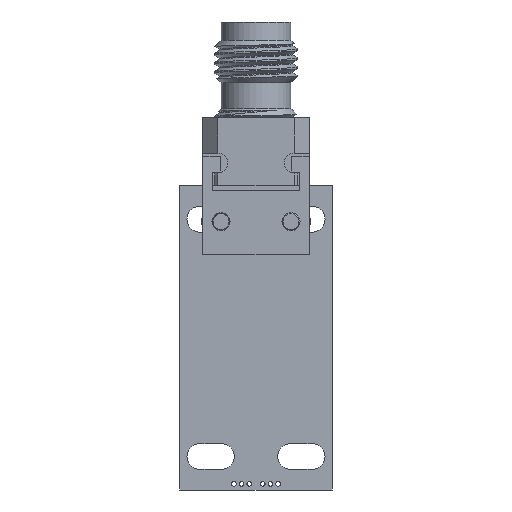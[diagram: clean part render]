
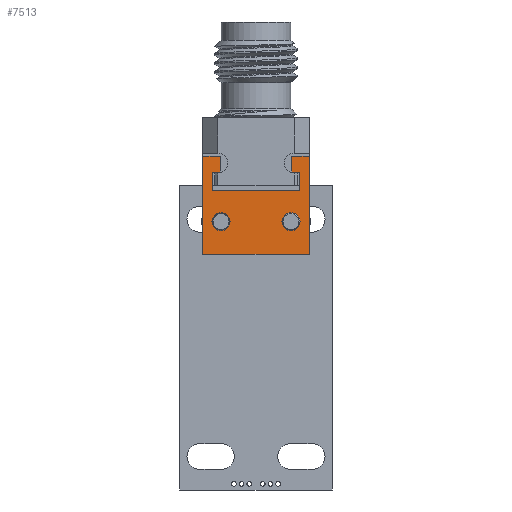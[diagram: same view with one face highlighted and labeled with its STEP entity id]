
A CAD part, front view. The second image highlights one B-rep face of the part: STEP entity #7513.
In plain terms, the highlighted planar face has unit normal (0, -1, 0).
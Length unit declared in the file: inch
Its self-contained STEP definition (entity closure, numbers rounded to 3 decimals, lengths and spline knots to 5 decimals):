
#159 = CARTESIAN_POINT ( 'NONE',  ( 0.175, -0.059, 0.161 ) ) ;
#306 = VERTEX_POINT ( 'NONE', #6143 ) ;
#463 = DIRECTION ( 'NONE',  ( 0., -1., 0. ) ) ;
#692 = CARTESIAN_POINT ( 'NONE',  ( 0.115, -0.059, -0.08375 ) ) ;
#860 = EDGE_CURVE ( 'NONE', #6650, #2694, #8398, .T. ) ;
#923 = DIRECTION ( 'NONE',  ( 0., 0., -1. ) ) ;
#937 = VERTEX_POINT ( 'NONE', #1906 ) ;
#1000 = VERTEX_POINT ( 'NONE', #7297 ) ;
#1161 = ORIENTED_EDGE ( 'NONE', *, *, #10932, .F. ) ;
#1227 = VERTEX_POINT ( 'NONE', #4558 ) ;
#1232 = DIRECTION ( 'NONE',  ( 0., 0., -1. ) ) ;
#1252 = VECTOR ( 'NONE', #7416, 39.37008 ) ;
#1312 = ORIENTED_EDGE ( 'NONE', *, *, #6498, .F. ) ;
#1356 = DIRECTION ( 'NONE',  ( 0., 0., 1. ) ) ;
#1571 = AXIS2_PLACEMENT_3D ( 'NONE', #11161, #6971, #12438 ) ;
#1873 = CARTESIAN_POINT ( 'NONE',  ( -0.175, -0.059, -0.161 ) ) ;
#1906 = CARTESIAN_POINT ( 'NONE',  ( -0.1445, -0.059, 0.048 ) ) ;
#1924 = CARTESIAN_POINT ( 'NONE',  ( 0.175, -0.059, 0.161 ) ) ;
#2126 = EDGE_LOOP ( 'NONE', ( #13256, #11544 ) ) ;
#2154 = EDGE_CURVE ( 'NONE', #306, #9388, #6961, .T. ) ;
#2206 = EDGE_LOOP ( 'NONE', ( #7497, #3218 ) ) ;
#2295 = AXIS2_PLACEMENT_3D ( 'NONE', #12974, #8655, #6500 ) ;
#2426 = LINE ( 'NONE', #14169, #11279 ) ;
#2481 = VECTOR ( 'NONE', #13250, 39.37008 ) ;
#2589 = CARTESIAN_POINT ( 'NONE',  ( -0.117, -0.059, 0.161 ) ) ;
#2689 = CARTESIAN_POINT ( 'NONE',  ( 0.115, -0.059, -0.054 ) ) ;
#2694 = VERTEX_POINT ( 'NONE', #692 ) ;
#3043 = PLANE ( 'NONE',  #2295 ) ;
#3218 = ORIENTED_EDGE ( 'NONE', *, *, #7709, .F. ) ;
#3577 = AXIS2_PLACEMENT_3D ( 'NONE', #2689, #463, #9236 ) ;
#3758 = VECTOR ( 'NONE', #4389, 39.37008 ) ;
#3856 = EDGE_CURVE ( 'NONE', #9388, #6857, #10633, .T. ) ;
#4087 = DIRECTION ( 'NONE',  ( -1., 0., 0. ) ) ;
#4330 = FACE_BOUND ( 'NONE', #2126, .T. ) ;
#4342 = DIRECTION ( 'NONE',  ( 0., 0., -1. ) ) ;
#4389 = DIRECTION ( 'NONE',  ( 0., 0., 1. ) ) ;
#4404 = ORIENTED_EDGE ( 'NONE', *, *, #2154, .F. ) ;
#4473 = AXIS2_PLACEMENT_3D ( 'NONE', #9948, #5642, #4342 ) ;
#4558 = CARTESIAN_POINT ( 'NONE',  ( -0.1445, -0.059, 0.109 ) ) ;
#4652 = VERTEX_POINT ( 'NONE', #10526 ) ;
#5031 = CARTESIAN_POINT ( 'NONE',  ( -0.175, -0.059, 0.161 ) ) ;
#5179 = LINE ( 'NONE', #13953, #12896 ) ;
#5187 = ORIENTED_EDGE ( 'NONE', *, *, #8373, .F. ) ;
#5274 = LINE ( 'NONE', #9650, #2481 ) ;
#5308 = VECTOR ( 'NONE', #1356, 39.37008 ) ;
#5480 = CIRCLE ( 'NONE', #1571, 0.02975 ) ;
#5607 = ORIENTED_EDGE ( 'NONE', *, *, #13969, .F. ) ;
#5629 = CARTESIAN_POINT ( 'NONE',  ( -0.115, -0.059, -0.054 ) ) ;
#5642 = DIRECTION ( 'NONE',  ( 0., -1., 0. ) ) ;
#5684 = CARTESIAN_POINT ( 'NONE',  ( 0.115, -0.059, -0.02425 ) ) ;
#5759 = DIRECTION ( 'NONE',  ( 0., 0., -1. ) ) ;
#6028 = CARTESIAN_POINT ( 'NONE',  ( 0.117, -0.059, 0.109 ) ) ;
#6107 = VECTOR ( 'NONE', #13735, 39.37008 ) ;
#6143 = CARTESIAN_POINT ( 'NONE',  ( -0.175, -0.059, 0.161 ) ) ;
#6311 = VERTEX_POINT ( 'NONE', #159 ) ;
#6423 = FACE_OUTER_BOUND ( 'NONE', #11965, .T. ) ;
#6498 = EDGE_CURVE ( 'NONE', #12777, #306, #13826, .T. ) ;
#6500 = DIRECTION ( 'NONE',  ( 0., 0., -1. ) ) ;
#6650 = VERTEX_POINT ( 'NONE', #5684 ) ;
#6662 = AXIS2_PLACEMENT_3D ( 'NONE', #5629, #12163, #5759 ) ;
#6857 = VERTEX_POINT ( 'NONE', #10280 ) ;
#6961 = LINE ( 'NONE', #5031, #6107 ) ;
#6971 = DIRECTION ( 'NONE',  ( 0., -1., 0. ) ) ;
#7297 = CARTESIAN_POINT ( 'NONE',  ( 0.117, -0.059, 0.161 ) ) ;
#7385 = CARTESIAN_POINT ( 'NONE',  ( -0.117, -0.059, 0. ) ) ;
#7416 = DIRECTION ( 'NONE',  ( 0., 0., 1. ) ) ;
#7497 = ORIENTED_EDGE ( 'NONE', *, *, #12281, .F. ) ;
#7500 = ORIENTED_EDGE ( 'NONE', *, *, #11747, .F. ) ;
#7513 = ADVANCED_FACE ( 'NONE', ( #8509, #4330, #6423 ), #3043, .T. ) ;
#7632 = CARTESIAN_POINT ( 'NONE',  ( 0.117, -0.059, 0. ) ) ;
#7709 = EDGE_CURVE ( 'NONE', #13480, #4652, #8266, .T. ) ;
#7763 = EDGE_CURVE ( 'NONE', #1227, #937, #10078, .T. ) ;
#7811 = ORIENTED_EDGE ( 'NONE', *, *, #13024, .F. ) ;
#7831 = LINE ( 'NONE', #12218, #5308 ) ;
#7900 = LINE ( 'NONE', #7632, #3758 ) ;
#8195 = VERTEX_POINT ( 'NONE', #9566 ) ;
#8266 = CIRCLE ( 'NONE', #6662, 0.02975 ) ;
#8349 = CARTESIAN_POINT ( 'NONE',  ( -0.175, -0.059, 0.161 ) ) ;
#8373 = EDGE_CURVE ( 'NONE', #8195, #13715, #7831, .T. ) ;
#8398 = CIRCLE ( 'NONE', #3577, 0.02975 ) ;
#8509 = FACE_BOUND ( 'NONE', #2206, .T. ) ;
#8655 = DIRECTION ( 'NONE',  ( 0., -1., 0. ) ) ;
#8660 = DIRECTION ( 'NONE',  ( 1., 0., 0. ) ) ;
#8753 = ORIENTED_EDGE ( 'NONE', *, *, #10814, .F. ) ;
#9062 = VECTOR ( 'NONE', #923, 39.37008 ) ;
#9127 = EDGE_CURVE ( 'NONE', #937, #8195, #14132, .T. ) ;
#9236 = DIRECTION ( 'NONE',  ( 0., 0., -1. ) ) ;
#9388 = VERTEX_POINT ( 'NONE', #2589 ) ;
#9566 = CARTESIAN_POINT ( 'NONE',  ( 0.1445, -0.059, 0.048 ) ) ;
#9650 = CARTESIAN_POINT ( 'NONE',  ( -0.175, -0.059, 0.161 ) ) ;
#9948 = CARTESIAN_POINT ( 'NONE',  ( -0.115, -0.059, -0.054 ) ) ;
#10078 = LINE ( 'NONE', #12232, #10113 ) ;
#10113 = VECTOR ( 'NONE', #1232, 39.37008 ) ;
#10280 = CARTESIAN_POINT ( 'NONE',  ( -0.117, -0.059, 0.109 ) ) ;
#10526 = CARTESIAN_POINT ( 'NONE',  ( -0.115, -0.059, -0.02425 ) ) ;
#10633 = LINE ( 'NONE', #7385, #12425 ) ;
#10682 = CIRCLE ( 'NONE', #4473, 0.02975 ) ;
#10814 = EDGE_CURVE ( 'NONE', #6857, #1227, #5179, .T. ) ;
#10835 = ORIENTED_EDGE ( 'NONE', *, *, #7763, .F. ) ;
#10848 = ORIENTED_EDGE ( 'NONE', *, *, #3856, .F. ) ;
#10932 = EDGE_CURVE ( 'NONE', #13715, #12558, #2426, .T. ) ;
#11059 = ORIENTED_EDGE ( 'NONE', *, *, #13682, .F. ) ;
#11136 = DIRECTION ( 'NONE',  ( -1., 0., 0. ) ) ;
#11161 = CARTESIAN_POINT ( 'NONE',  ( 0.115, -0.059, -0.054 ) ) ;
#11279 = VECTOR ( 'NONE', #11136, 39.37008 ) ;
#11544 = ORIENTED_EDGE ( 'NONE', *, *, #13825, .F. ) ;
#11648 = LINE ( 'NONE', #1873, #13290 ) ;
#11747 = EDGE_CURVE ( 'NONE', #6311, #13625, #12855, .T. ) ;
#11965 = EDGE_LOOP ( 'NONE', ( #7811, #1161, #5187, #12700, #10835, #8753, #10848, #4404, #1312, #5607, #7500, #11059 ) ) ;
#12017 = CARTESIAN_POINT ( 'NONE',  ( 0.175, -0.059, -0.161 ) ) ;
#12163 = DIRECTION ( 'NONE',  ( 0., -1., 0. ) ) ;
#12216 = VECTOR ( 'NONE', #8660, 39.37008 ) ;
#12218 = CARTESIAN_POINT ( 'NONE',  ( 0.1445, -0.059, 0. ) ) ;
#12232 = CARTESIAN_POINT ( 'NONE',  ( -0.1445, -0.059, 0. ) ) ;
#12281 = EDGE_CURVE ( 'NONE', #4652, #13480, #10682, .T. ) ;
#12425 = VECTOR ( 'NONE', #14222, 39.37008 ) ;
#12438 = DIRECTION ( 'NONE',  ( 0., 0., -1. ) ) ;
#12558 = VERTEX_POINT ( 'NONE', #6028 ) ;
#12700 = ORIENTED_EDGE ( 'NONE', *, *, #9127, .F. ) ;
#12777 = VERTEX_POINT ( 'NONE', #14183 ) ;
#12855 = LINE ( 'NONE', #1924, #9062 ) ;
#12896 = VECTOR ( 'NONE', #4087, 39.37008 ) ;
#12974 = CARTESIAN_POINT ( 'NONE',  ( 0., -0.059, 0. ) ) ;
#12979 = CARTESIAN_POINT ( 'NONE',  ( 0., -0.059, 0.048 ) ) ;
#13024 = EDGE_CURVE ( 'NONE', #12558, #1000, #7900, .T. ) ;
#13108 = CARTESIAN_POINT ( 'NONE',  ( 0.1445, -0.059, 0.109 ) ) ;
#13250 = DIRECTION ( 'NONE',  ( 1., 0., 0. ) ) ;
#13256 = ORIENTED_EDGE ( 'NONE', *, *, #860, .F. ) ;
#13290 = VECTOR ( 'NONE', #13673, 39.37008 ) ;
#13480 = VERTEX_POINT ( 'NONE', #13908 ) ;
#13625 = VERTEX_POINT ( 'NONE', #12017 ) ;
#13673 = DIRECTION ( 'NONE',  ( -1., 0., 0. ) ) ;
#13682 = EDGE_CURVE ( 'NONE', #1000, #6311, #5274, .T. ) ;
#13715 = VERTEX_POINT ( 'NONE', #13108 ) ;
#13735 = DIRECTION ( 'NONE',  ( 1., 0., 0. ) ) ;
#13825 = EDGE_CURVE ( 'NONE', #2694, #6650, #5480, .T. ) ;
#13826 = LINE ( 'NONE', #8349, #1252 ) ;
#13908 = CARTESIAN_POINT ( 'NONE',  ( -0.115, -0.059, -0.08375 ) ) ;
#13953 = CARTESIAN_POINT ( 'NONE',  ( 0., -0.059, 0.109 ) ) ;
#13969 = EDGE_CURVE ( 'NONE', #13625, #12777, #11648, .T. ) ;
#14132 = LINE ( 'NONE', #12979, #12216 ) ;
#14169 = CARTESIAN_POINT ( 'NONE',  ( 0., -0.059, 0.109 ) ) ;
#14183 = CARTESIAN_POINT ( 'NONE',  ( -0.175, -0.059, -0.161 ) ) ;
#14222 = DIRECTION ( 'NONE',  ( 0., 0., -1. ) ) ;
